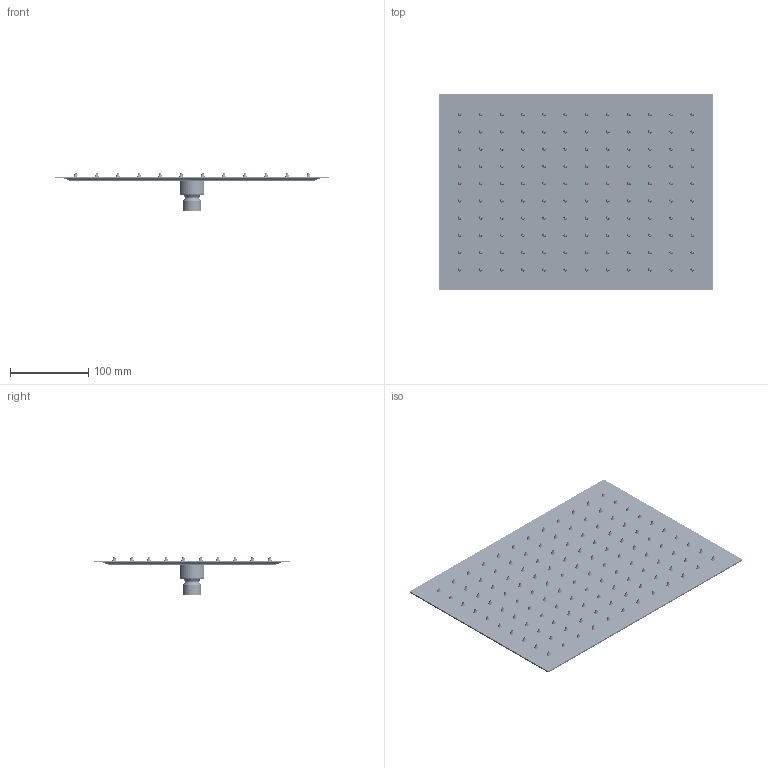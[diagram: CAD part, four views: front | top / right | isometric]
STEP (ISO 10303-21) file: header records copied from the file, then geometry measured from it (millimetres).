
FILE_DESCRIPTION((''),'2;1');
FILE_NAME('ZSOF102CR','2021-11-22T14:22:33',('ut3'),('PAFFONI SpA'),'CREO PARAMETRIC BY PTC INC, 2020044','CREO PARAMETRIC BY PTC INC, 2020044','');
FILE_SCHEMA(('CONFIG_CONTROL_DESIGN','SHAPE_APPEARANCE_LAYERS_GROUPS'));
Products named in the file (1): ZSOF102CR
Bounding box: 350 x 250 x 48.9 mm (x, y, z)
Volume: 205111.4 mm3; surface area: 350968.2 mm2
Topology: 1 solids, 1 shells, 5299 faces, 10883 edges, 5953 vertices
Faces by surface type: torus 3855, cylinder 776, plane 392, cone 264, sphere 12
Entity records: 211555 total; most frequent: DIRECTION 31228, CARTESIAN_POINT 22291, ORIENTED_EDGE 21752, PRESENTATION_STYLE_ASSIGNMENT 16176, AXIS2_PLACEMENT_3D 15069, STYLED_ITEM 10879, CURVE_STYLE 10876, EDGE_CURVE 10876
